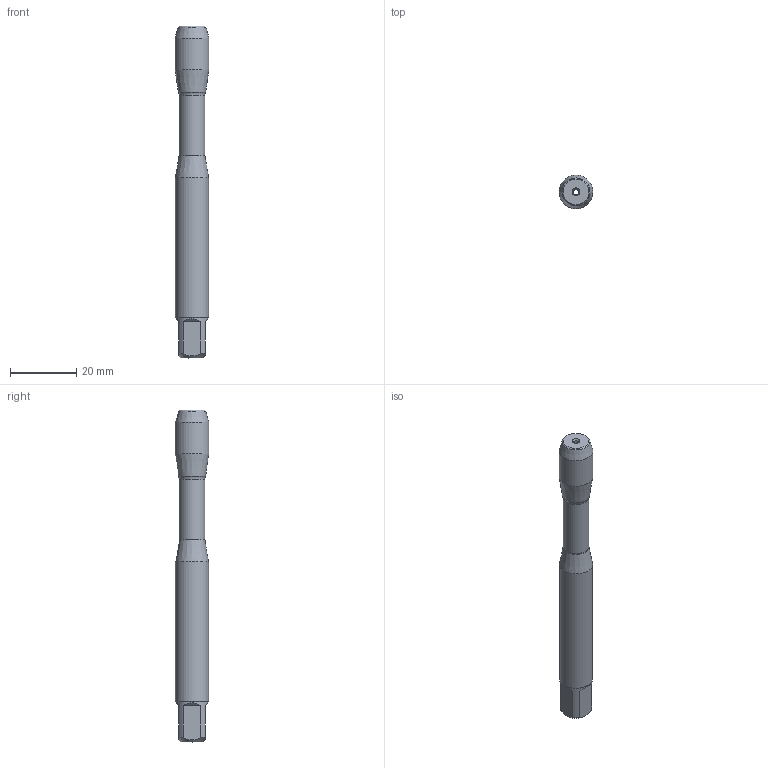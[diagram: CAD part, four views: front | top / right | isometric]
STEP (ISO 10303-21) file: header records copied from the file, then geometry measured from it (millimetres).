
FILE_DESCRIPTION(/* description */ (''),/* implementation_level */ '2;1');
FILE_NAME(/* name */ 'D607_20230210_094207_TB_1.STP',/* time_stamp */ '2023-02-10T09:43:47+01:00',/* author */ (''),/* organization */ ('SMS'),/* preprocessor_version */ 'ST-DEVELOPER v16.7',/* originating_system */ 'SIEMENS PLM Software NX 12.0',/* authorisation */ '');
FILE_SCHEMA (('AUTOMOTIVE_DESIGN { 1 0 10303 214 3 1 1 1 }'));
Length unit declared in the file: millimetre
Products named in the file (1): D607_20230210_094207_TB_1
Bounding box: 10.17 x 10.17 x 100 mm (x, y, z)
Volume: 6592.2 mm3; surface area: 3566.5 mm2
Topology: 1 solids, 1 shells, 26 faces, 124 edges, 164 vertices
Faces by surface type: plane 10, cone 9, cylinder 5, torus 2
Full cylindrical faces by diameter (mm): 1.7 x1, 7.7 x1, 9.6 x1, 10 x1, 10.173 x1
Entity records: 1229 total; most frequent: CARTESIAN_POINT 185, DIRECTION 174, ORIENTED_EDGE 82, LINE 70, VECTOR 70, STYLED_ITEM 65, PRESENTATION_STYLE_ASSIGNMENT 65, CURVE_STYLE 58
